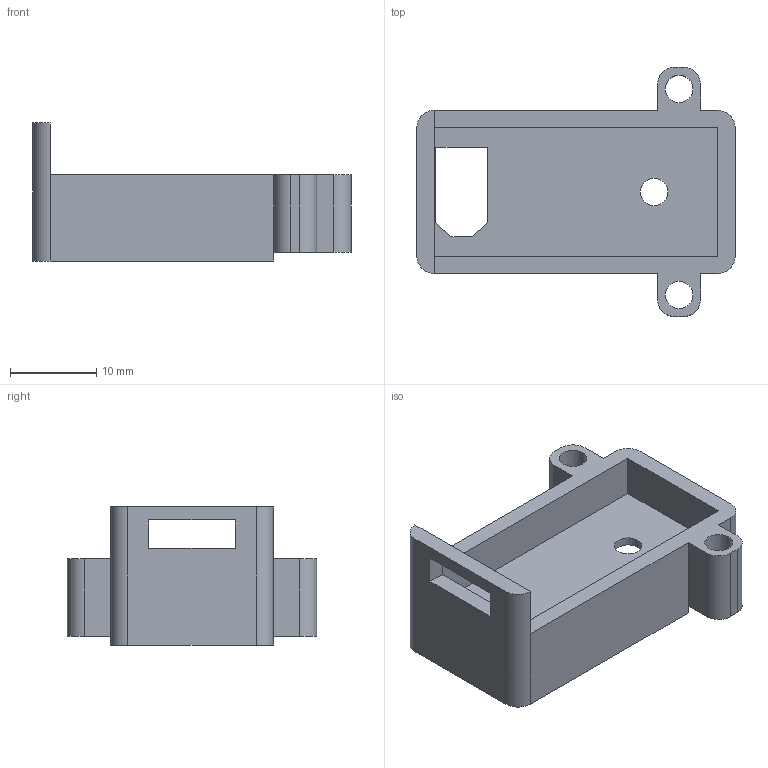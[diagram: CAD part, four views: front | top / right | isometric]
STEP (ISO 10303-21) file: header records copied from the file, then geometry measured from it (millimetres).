
FILE_DESCRIPTION(/* description */ (''),/* implementation_level */ '2;1');
FILE_NAME(/* name */ 'крепл. датчк.1.stp',/* time_stamp */ '2025-02-10T22:15:34+03:00',/* author */ ('Admin'),/* organization */ (''),/* preprocessor_version */ 'ST-DEVELOPER v18.1',/* originating_system */ 'Autodesk Inventor 2022',/* authorisation */ '');
FILE_SCHEMA (('AUTOMOTIVE_DESIGN { 1 0 10303 214 3 1 1 }'));
Length unit declared in the file: millimetre
Products named in the file (1): крепл. датчк.
1
Bounding box: 36.9 x 28.9 x 16 mm (x, y, z)
Volume: 2774.7 mm3; surface area: 3797.4 mm2
Topology: 1 solids, 1 shells, 53 faces, 149 edges, 98 vertices
Faces by surface type: plane 40, cylinder 13
Full cylindrical faces by diameter (mm): 3.2 x3
Entity records: 1758 total; most frequent: CARTESIAN_POINT 301, ORIENTED_EDGE 298, DIRECTION 283, EDGE_CURVE 149, LINE 123, VECTOR 123, VERTEX_POINT 98, AXIS2_PLACEMENT_3D 80
